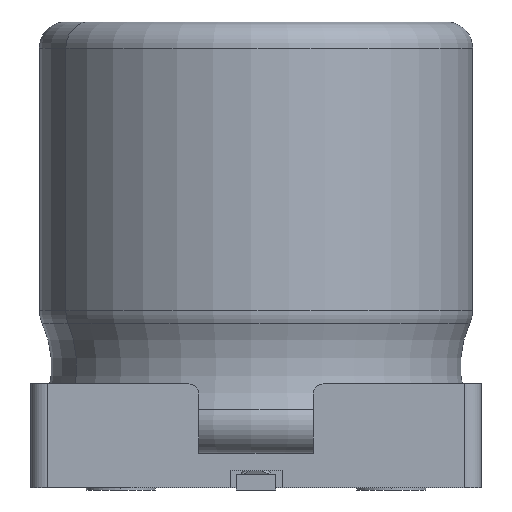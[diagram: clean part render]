
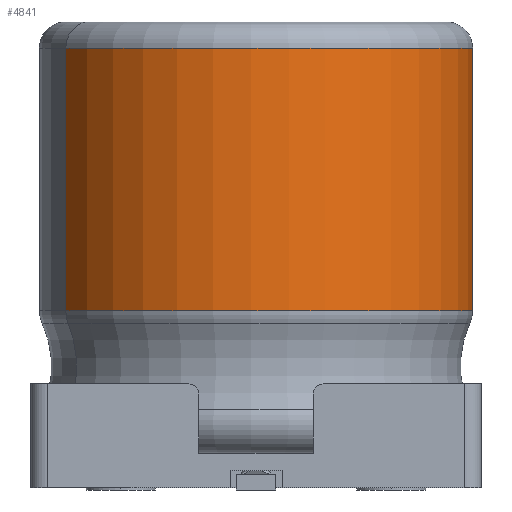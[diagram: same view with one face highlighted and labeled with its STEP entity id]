
A CAD part, left-side view. The second image highlights one B-rep face of the part: STEP entity #4841.
In plain terms, the highlighted cylindrical face has radius 6.25 mm (diameter 12.5 mm), a partial arc.
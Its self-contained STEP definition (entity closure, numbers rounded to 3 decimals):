
#4760=CARTESIAN_POINT('Vertex',(2.996,-5.485,12.75)) ;
#4767=CARTESIAN_POINT('Vertex',(-2.996,5.485,12.75)) ;
#4782=CARTESIAN_POINT('Axis2P3D Location',(0.,0.,7.733)) ;
#4787=CARTESIAN_POINT('Line Origine',(2.996,-5.485,9.338)) ;
#4791=CARTESIAN_POINT('Vertex',(2.996,-5.485,5.176)) ;
#4798=CARTESIAN_POINT('Vertex',(-2.996,5.485,5.176)) ;
#4801=CARTESIAN_POINT('Line Origine',(-2.996,5.485,9.338)) ;
#4818=CARTESIAN_POINT('Axis2P3D Location',(0.,0.,12.75)) ;
#4830=CARTESIAN_POINT('Axis2P3D Location',(0.,0.,5.176)) ;
#4789=VECTOR('Line Direction',#4788,1.) ;
#4803=VECTOR('Line Direction',#4802,1.) ;
#4783=DIRECTION('Axis2P3D Direction',(0.,0.,1.)) ;
#4784=DIRECTION('Axis2P3D XDirection',(-0.479,0.878,0.)) ;
#4788=DIRECTION('Vector Direction',(0.,0.,1.)) ;
#4802=DIRECTION('Vector Direction',(0.,0.,1.)) ;
#4819=DIRECTION('Axis2P3D Direction',(0.,-0.,1.)) ;
#4831=DIRECTION('Axis2P3D Direction',(0.,0.,1.)) ;
#4785=AXIS2_PLACEMENT_3D('Cylinder Axis2P3D',#4782,#4783,#4784) ;
#4820=AXIS2_PLACEMENT_3D('Circle Axis2P3D',#4818,#4819,$) ;
#4832=AXIS2_PLACEMENT_3D('Circle Axis2P3D',#4830,#4831,$) ;
#4790=LINE('Line',#4787,#4789) ;
#4804=LINE('Line',#4801,#4803) ;
#4821=CIRCLE('generated circle',#4820,6.25) ;
#4833=CIRCLE('generated circle',#4832,6.25) ;
#4786=CYLINDRICAL_SURFACE('generated cylinder',#4785,6.25) ;
#4793=EDGE_CURVE('',#4792,#4761,#4790,.T.) ;
#4805=EDGE_CURVE('',#4799,#4768,#4804,.T.) ;
#4822=EDGE_CURVE('',#4768,#4761,#4821,.T.) ;
#4834=EDGE_CURVE('',#4799,#4792,#4833,.T.) ;
#4835=EDGE_LOOP('',(#4836,#4837,#4838,#4839)) ;
#4836=ORIENTED_EDGE('',*,*,#4805,.F.) ;
#4837=ORIENTED_EDGE('',*,*,#4834,.T.) ;
#4838=ORIENTED_EDGE('',*,*,#4793,.T.) ;
#4839=ORIENTED_EDGE('',*,*,#4822,.F.) ;
#4761=VERTEX_POINT('',#4760) ;
#4768=VERTEX_POINT('',#4767) ;
#4792=VERTEX_POINT('',#4791) ;
#4799=VERTEX_POINT('',#4798) ;
#4841=ADVANCED_FACE('\X2\FF8AFF9FFF70FF82\X0\ \X2\FF8EFF9EFF83FF9EFF68FF70\X0\',(#4840),#4786,.T.) ;
#4840=FACE_OUTER_BOUND('',#4835,.T.) ;
